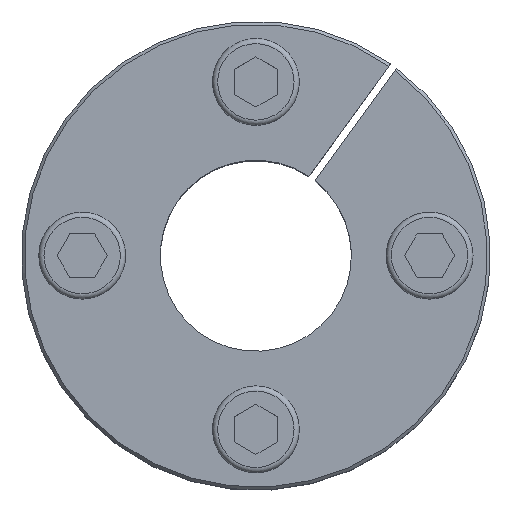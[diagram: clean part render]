
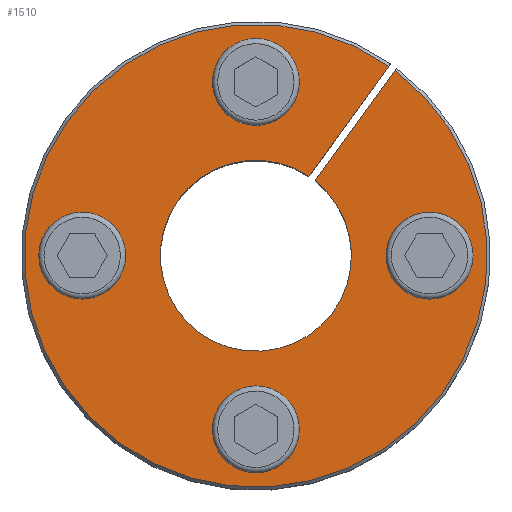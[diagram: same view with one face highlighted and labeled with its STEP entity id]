
A CAD part, top view. The second image highlights one B-rep face of the part: STEP entity #1510.
In plain terms, the highlighted planar face has unit normal (0, 0, 1).
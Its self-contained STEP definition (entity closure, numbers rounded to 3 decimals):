
#117=LINE('',#2555,#231);
#122=LINE('',#2566,#236);
#231=VECTOR('',#1996,1.);
#236=VECTOR('',#2003,1.);
#299=PLANE('',#1680);
#343=FACE_BOUND('',#549,.T.);
#344=FACE_BOUND('',#550,.T.);
#345=FACE_BOUND('',#551,.T.);
#346=FACE_BOUND('',#552,.T.);
#436=FACE_OUTER_BOUND('',#548,.T.);
#548=EDGE_LOOP('',(#1321,#1322,#1323,#1324));
#549=EDGE_LOOP('',(#1325));
#550=EDGE_LOOP('',(#1326));
#551=EDGE_LOOP('',(#1327));
#552=EDGE_LOOP('',(#1328));
#559=CIRCLE('',#1550,5.);
#566=CIRCLE('',#1570,5.);
#573=CIRCLE('',#1590,5.);
#580=CIRCLE('',#1610,5.);
#615=CIRCLE('',#1677,26.65);
#616=CIRCLE('',#1679,11.);
#636=VERTEX_POINT('',#2170);
#656=VERTEX_POINT('',#2244);
#676=VERTEX_POINT('',#2318);
#696=VERTEX_POINT('',#2392);
#718=VERTEX_POINT('',#2522);
#732=VERTEX_POINT('',#2553);
#735=VERTEX_POINT('',#2562);
#737=VERTEX_POINT('',#2565);
#778=EDGE_CURVE('',#636,#636,#559,.T.);
#804=EDGE_CURVE('',#656,#656,#566,.T.);
#830=EDGE_CURVE('',#676,#676,#573,.T.);
#856=EDGE_CURVE('',#696,#696,#580,.T.);
#903=EDGE_CURVE('',#718,#732,#117,.T.);
#908=EDGE_CURVE('',#737,#735,#122,.T.);
#943=EDGE_CURVE('',#718,#735,#615,.T.);
#944=EDGE_CURVE('',#732,#737,#616,.T.);
#1321=ORIENTED_EDGE('',*,*,#903,.T.);
#1322=ORIENTED_EDGE('',*,*,#944,.T.);
#1323=ORIENTED_EDGE('',*,*,#908,.T.);
#1324=ORIENTED_EDGE('',*,*,#943,.F.);
#1325=ORIENTED_EDGE('',*,*,#778,.T.);
#1326=ORIENTED_EDGE('',*,*,#804,.T.);
#1327=ORIENTED_EDGE('',*,*,#830,.T.);
#1328=ORIENTED_EDGE('',*,*,#856,.T.);
#1510=ADVANCED_FACE('',(#436,#343,#344,#345,#346),#299,.T.);
#1550=AXIS2_PLACEMENT_3D('',#2171,#1739,#1740);
#1570=AXIS2_PLACEMENT_3D('',#2245,#1797,#1798);
#1590=AXIS2_PLACEMENT_3D('',#2319,#1855,#1856);
#1610=AXIS2_PLACEMENT_3D('',#2393,#1913,#1914);
#1677=AXIS2_PLACEMENT_3D('',#2636,#2089,#2090);
#1679=AXIS2_PLACEMENT_3D('',#2638,#2093,#2094);
#1680=AXIS2_PLACEMENT_3D('',#2639,#2095,#2096);
#1739=DIRECTION('center_axis',(0.,0.,
-1.));
#1740=DIRECTION('ref_axis',(-1.,0.,0.));
#1797=DIRECTION('center_axis',(0.,0.,
-1.));
#1798=DIRECTION('ref_axis',(0.,-1.,0.));
#1855=DIRECTION('center_axis',(0.,0.,
-1.));
#1856=DIRECTION('ref_axis',(1.,0.,0.));
#1913=DIRECTION('center_axis',(0.,0.,
-1.));
#1914=DIRECTION('ref_axis',(0.,1.,0.));
#1996=DIRECTION('',(-0.588,-0.809,0.));
#2003=DIRECTION('',(0.588,0.809,0.));
#2089=DIRECTION('center_axis',(0.,0.,-1.));
#2090=DIRECTION('ref_axis',(0.,1.,0.));
#2093=DIRECTION('center_axis',(0.,0.,-1.));
#2094=DIRECTION('ref_axis',(0.,1.,0.));
#2095=DIRECTION('center_axis',(0.,0.,
1.));
#2096=DIRECTION('ref_axis',(0.,-1.,0.));
#2170=CARTESIAN_POINT('',(-25.,0.,0.));
#2171=CARTESIAN_POINT('Origin',(-20.,0.,0.));
#2244=CARTESIAN_POINT('',(0.,-25.,0.));
#2245=CARTESIAN_POINT('Origin',(0.,-20.,0.));
#2318=CARTESIAN_POINT('',(25.,0.,0.));
#2319=CARTESIAN_POINT('Origin',(20.,0.,0.));
#2392=CARTESIAN_POINT('',(0.,25.,0.));
#2393=CARTESIAN_POINT('Origin',(0.,20.,0.));
#2522=CARTESIAN_POINT('',(16.018,21.299,0.));
#2553=CARTESIAN_POINT('',(6.816,8.633,0.));
#2555=CARTESIAN_POINT('',(12.767,16.824,0.));
#2562=CARTESIAN_POINT('',(15.306,21.816,0.));
#2565=CARTESIAN_POINT('',(6.104,9.151,0.));
#2566=CARTESIAN_POINT('',(12.055,17.341,0.));
#2636=CARTESIAN_POINT('Origin',(0.,0.,0.));
#2638=CARTESIAN_POINT('Origin',(0.,0.,0.));
#2639=CARTESIAN_POINT('Origin',(0.,18.825,0.));
